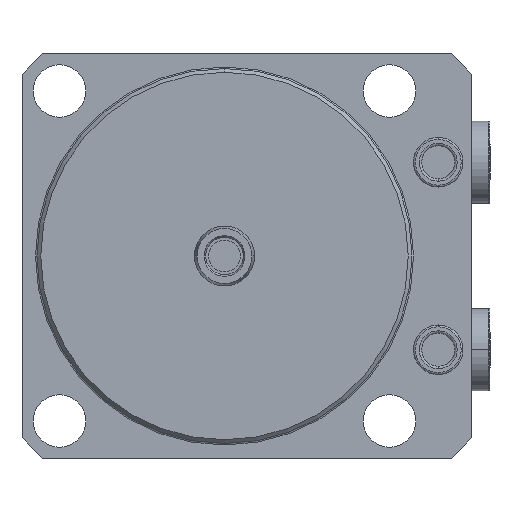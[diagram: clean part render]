
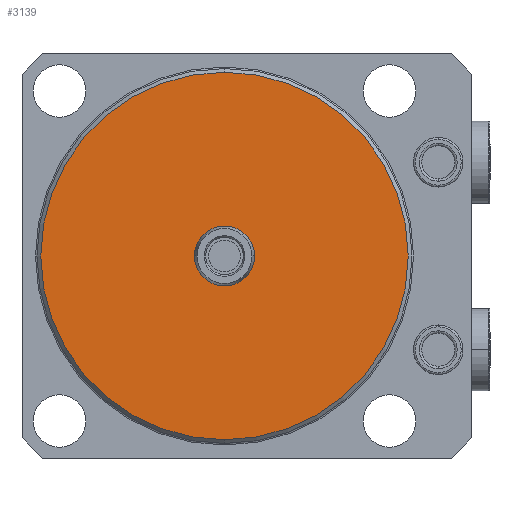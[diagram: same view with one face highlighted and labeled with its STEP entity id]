
A CAD part, front view. The second image highlights one B-rep face of the part: STEP entity #3139.
In plain terms, the highlighted planar face has unit normal (0, -1, 0).
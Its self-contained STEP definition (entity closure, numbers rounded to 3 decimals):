
#60 = EDGE_CURVE ( 'NONE', #4772, #4771, #5794, .T. ) ;
#134 = EDGE_CURVE ( 'NONE', #4771, #4772, #5899, .T. ) ;
#151 = EDGE_CURVE ( 'NONE', #4817, #4706, #5923, .T. ) ;
#256 = ORIENTED_EDGE ( 'NONE', *, *, #9119, .T. ) ;
#257 = ORIENTED_EDGE ( 'NONE', *, *, #151, .T. ) ;
#258 = ORIENTED_EDGE ( 'NONE', *, *, #60, .T. ) ;
#259 = ORIENTED_EDGE ( 'NONE', *, *, #134, .T. ) ;
#1408 = DIRECTION ( 'NONE',  ( 0., 0., 1. ) ) ;
#1409 = DIRECTION ( 'NONE',  ( 0., -1., 0. ) ) ;
#1412 = CARTESIAN_POINT ( 'NONE',  ( 0., -65., 0. ) ) ;
#1500 = DIRECTION ( 'NONE',  ( 0., 0., 1. ) ) ;
#1501 = DIRECTION ( 'NONE',  ( 0., 1., 0. ) ) ;
#1502 = CARTESIAN_POINT ( 'NONE',  ( 0., -65., 0. ) ) ;
#1521 = DIRECTION ( 'NONE',  ( 0., 1., 0. ) ) ;
#1522 = DIRECTION ( 'NONE',  ( 0., 0., 1. ) ) ;
#1712 = CARTESIAN_POINT ( 'NONE',  ( 0., -65., 0. ) ) ;
#3139 = ADVANCED_FACE ( 'NONE', ( #6505, #6521 ), #3642, .F. ) ;
#3638 = DIRECTION ( 'NONE',  ( 0., 0., 1. ) ) ;
#3639 = DIRECTION ( 'NONE',  ( 0., 1., 0. ) ) ;
#3642 = PLANE ( 'NONE',  #4315 ) ;
#3645 = CARTESIAN_POINT ( 'NONE',  ( 0., -65., 0. ) ) ;
#3853 = CARTESIAN_POINT ( 'NONE',  ( 0., -65., -8. ) ) ;
#3858 = CARTESIAN_POINT ( 'NONE',  ( 0., -65., 49. ) ) ;
#3890 = CARTESIAN_POINT ( 'NONE',  ( 0., -65., -49. ) ) ;
#3949 = CARTESIAN_POINT ( 'NONE',  ( 0., -65., 8. ) ) ;
#4315 = AXIS2_PLACEMENT_3D ( 'NONE', #3645, #3639, #3638 ) ;
#4706 = VERTEX_POINT ( 'NONE', #3890 ) ;
#4771 = VERTEX_POINT ( 'NONE', #3949 ) ;
#4772 = VERTEX_POINT ( 'NONE', #3853 ) ;
#4817 = VERTEX_POINT ( 'NONE', #3858 ) ;
#5358 = CIRCLE ( 'NONE', #8660, 49. ) ;
#5722 = AXIS2_PLACEMENT_3D ( 'NONE', #1412, #1409, #1408 ) ;
#5730 = AXIS2_PLACEMENT_3D ( 'NONE', #1502, #1501, #1500 ) ;
#5772 = AXIS2_PLACEMENT_3D ( 'NONE', #1712, #1521, #1522 ) ;
#5794 = CIRCLE ( 'NONE', #5772, 8. ) ;
#5899 = CIRCLE ( 'NONE', #5730, 8. ) ;
#5923 = CIRCLE ( 'NONE', #5722, 49. ) ;
#6505 = FACE_BOUND ( 'NONE', #8999, .T. ) ;
#6521 = FACE_OUTER_BOUND ( 'NONE', #8996, .T. ) ;
#7001 = DIRECTION ( 'NONE',  ( 0., 0., 1. ) ) ;
#7002 = DIRECTION ( 'NONE',  ( 0., -1., 0. ) ) ;
#7004 = CARTESIAN_POINT ( 'NONE',  ( 0., -65., 0. ) ) ;
#8660 = AXIS2_PLACEMENT_3D ( 'NONE', #7004, #7002, #7001 ) ;
#8996 = EDGE_LOOP ( 'NONE', ( #257, #256 ) ) ;
#8999 = EDGE_LOOP ( 'NONE', ( #259, #258 ) ) ;
#9119 = EDGE_CURVE ( 'NONE', #4706, #4817, #5358, .T. ) ;
